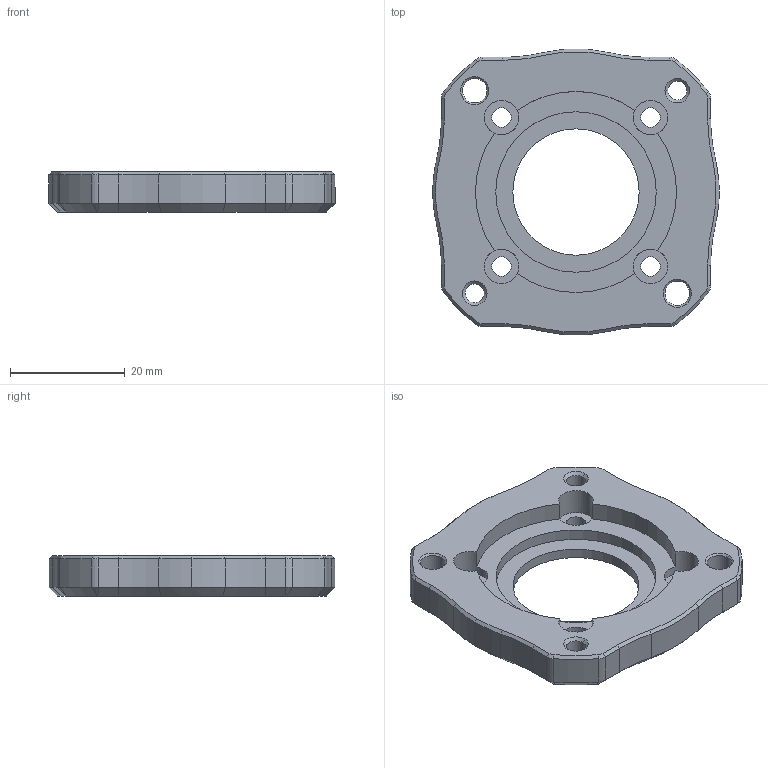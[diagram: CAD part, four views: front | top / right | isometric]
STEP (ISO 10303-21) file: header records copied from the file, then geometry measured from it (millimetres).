
FILE_DESCRIPTION (( 'STEP AP203' ), '1' );
FILE_NAME ('Dummy-0022.STEP_默认_sldprt.STEP', '2025-11-13T14:26:08', ( '' ), ( '' ), 'SwSTEP 2.0', 'SolidWorks 2020', '' );
FILE_SCHEMA (( 'CONFIG_CONTROL_DESIGN' ));
Length unit declared in the file: millimetre
Products named in the file (1): Dummy-0022.STEP_默认_sldprt
Bounding box: 50 x 49.85 x 7 mm (x, y, z)
Volume: 9387.4 mm3; surface area: 5749.1 mm2
Topology: 1 solids, 1 shells, 156 faces, 375 edges, 223 vertices
Faces by surface type: cone 66, cylinder 58, plane 32
Entity records: 4635 total; most frequent: DIRECTION 880, CARTESIAN_POINT 755, ORIENTED_EDGE 750, EDGE_CURVE 375, AXIS2_PLACEMENT_3D 348, VERTEX_POINT 223, CIRCLE 191, LINE 184
